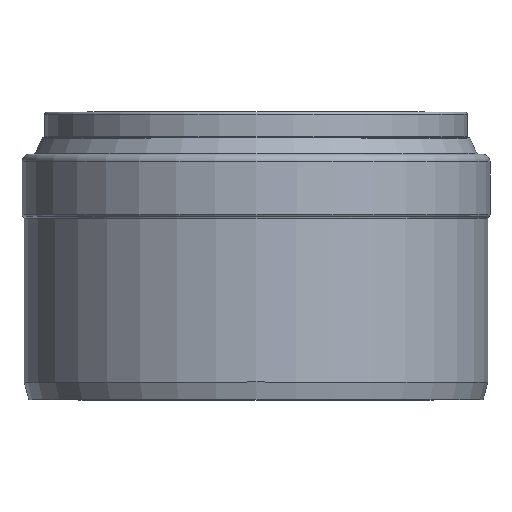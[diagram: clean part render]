
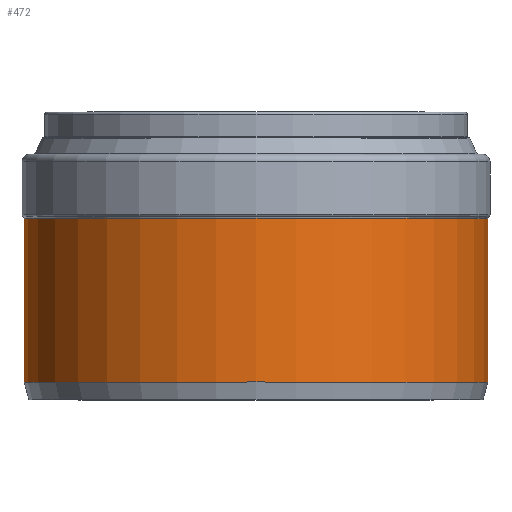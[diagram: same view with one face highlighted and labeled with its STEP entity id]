
A CAD part, top view. The second image highlights one B-rep face of the part: STEP entity #472.
In plain terms, the highlighted cylindrical face has radius 93.5 mm (diameter 187 mm), a full revolution.
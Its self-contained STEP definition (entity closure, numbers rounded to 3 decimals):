
#31=CYLINDRICAL_SURFACE('',#556,93.5);
#78=FACE_BOUND('',#200,.T.);
#120=FACE_OUTER_BOUND('',#199,.T.);
#199=EDGE_LOOP('',(#409));
#200=EDGE_LOOP('',(#410));
#215=CIRCLE('',#490,93.5);
#247=CIRCLE('',#554,93.5);
#257=VERTEX_POINT('',#751);
#289=VERTEX_POINT('',#847);
#299=EDGE_CURVE('',#257,#257,#215,.T.);
#331=EDGE_CURVE('',#289,#289,#247,.T.);
#409=ORIENTED_EDGE('',*,*,#299,.F.);
#410=ORIENTED_EDGE('',*,*,#331,.T.);
#472=ADVANCED_FACE('',(#120,#78),#31,.T.);
#490=AXIS2_PLACEMENT_3D('',#752,#587,#588);
#554=AXIS2_PLACEMENT_3D('',#848,#715,#716);
#556=AXIS2_PLACEMENT_3D('',#851,#719,#720);
#587=DIRECTION('center_axis',(0.,1.,0.));
#588=DIRECTION('ref_axis',(1.,0.,0.));
#715=DIRECTION('center_axis',(0.,1.,0.));
#716=DIRECTION('ref_axis',(1.,0.,0.));
#719=DIRECTION('center_axis',(0.,1.,0.));
#720=DIRECTION('ref_axis',(1.,0.,0.));
#751=CARTESIAN_POINT('',(93.5,73.,0.));
#752=CARTESIAN_POINT('Origin',(0.,73.,0.));
#847=CARTESIAN_POINT('',(93.5,7.,0.));
#848=CARTESIAN_POINT('Origin',(0.,7.,0.));
#851=CARTESIAN_POINT('Origin',(0.,39.65,0.));
